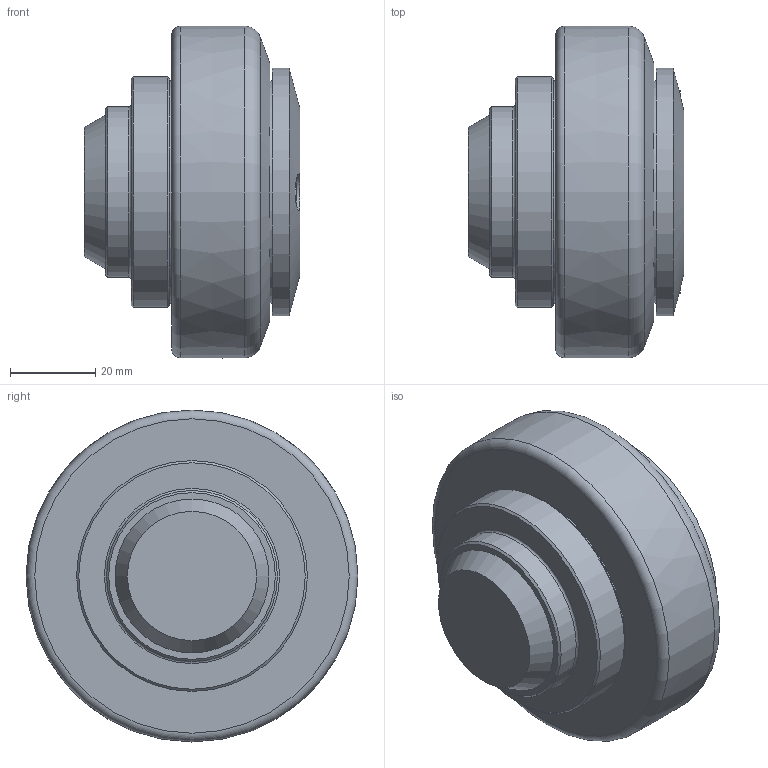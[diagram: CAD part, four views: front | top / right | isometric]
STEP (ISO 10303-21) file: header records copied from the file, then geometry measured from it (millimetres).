
FILE_DESCRIPTION(/* description */ ('-','CAx-IF Rec.Pracs.---Representation and Presentation of Product Manufacturing Information (PMI)---4.0---2014-10-13'),/* implementation_level */ '2;1');
FILE_NAME(/* name */ '989a9f8d-fdd7-406b-aa5c-d059bcf75bfe.stp',/* time_stamp */ '2020-06-19T09:51:08+02:00',/* author */ ('-'),/* organization */ ('NTI CADcenter A/S'),/* preprocessor_version */ 'ST-DEVELOPER v18',/* originating_system */ 'Autodesk Inventor 2020',/* authorisation */ '-');
FILE_SCHEMA (('AP242_MANAGED_MODEL_BASED_3D_ENGINEERING_MIM_LF { 1 0 10303 442 1 1 4 }'));
Length unit declared in the file: millimetre
Products named in the file (1): TR 080.0360_Kontur
Bounding box: 50.5 x 77.69 x 77.7 mm (x, y, z)
Volume: 139372.5 mm3; surface area: 31344.9 mm2
Topology: 1 solids, 1 shells, 111 faces, 315 edges, 221 vertices
Faces by surface type: cylinder 49, plane 46, cone 8, torus 7, bspline 1
Full cylindrical faces by diameter (mm): 3 x2, 8.4 x2, 8.6 x2, 40 x1, 45 x1, 46 x1, 52 x2, 52.5 x3, 54 x1, 55 x1, 56.5 x3, 58 x1, 58.8 x2, 62.5 x1
Entity records: 4117 total; most frequent: CARTESIAN_POINT 864, DIRECTION 690, ORIENTED_EDGE 630, EDGE_CURVE 315, AXIS2_PLACEMENT_3D 281, VERTEX_POINT 221, CIRCLE 170, EDGE_LOOP 130
